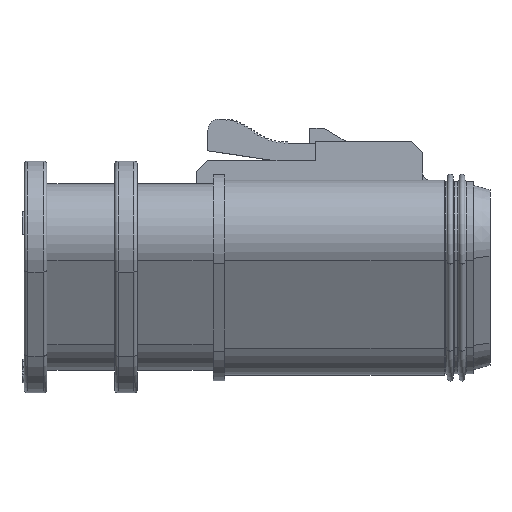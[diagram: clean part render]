
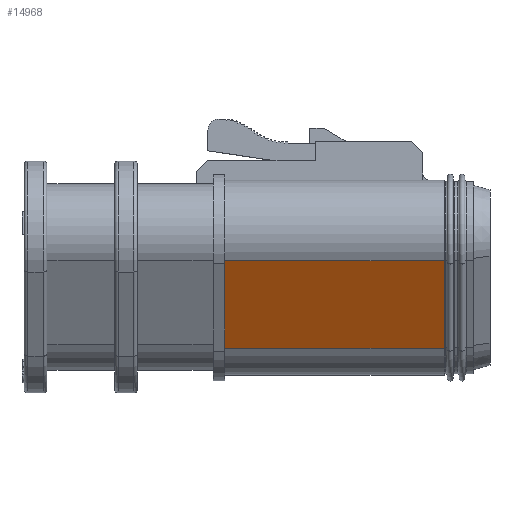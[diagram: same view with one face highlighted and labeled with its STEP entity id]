
A CAD part, left-side view. The second image highlights one B-rep face of the part: STEP entity #14968.
In plain terms, the highlighted planar face has unit normal (-0.866, 0, -0.5).
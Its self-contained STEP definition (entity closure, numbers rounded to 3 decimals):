
#1239=DIRECTION('',(0.5,0.,-0.866));
#1240=VECTOR('',#1239,8.948);
#1241=CARTESIAN_POINT('',(-8.588,3.9,0.208));
#1242=LINE('',#1241,#1240);
#1414=DIRECTION('',(0.,1.,0.));
#1415=VECTOR('',#1414,19.43);
#1416=CARTESIAN_POINT('',(-8.588,3.9,0.208));
#1417=LINE('',#1416,#1415);
#1418=DIRECTION('',(0.5,0.,-0.866));
#1419=VECTOR('',#1418,8.948);
#1420=CARTESIAN_POINT('',(-8.588,23.33,0.208));
#1421=LINE('',#1420,#1419);
#1422=DIRECTION('',(0.,1.,0.));
#1423=VECTOR('',#1422,19.43);
#1424=CARTESIAN_POINT('',(-4.114,3.9,-7.541));
#1425=LINE('',#1424,#1423);
#10316=CARTESIAN_POINT('',(-4.114,3.9,-7.541));
#10318=VERTEX_POINT('',#10316);
#10326=CARTESIAN_POINT('',(-8.588,3.9,0.208));
#10327=VERTEX_POINT('',#10326);
#10748=CARTESIAN_POINT('',(-4.114,23.33,-7.541));
#10750=VERTEX_POINT('',#10748);
#10762=CARTESIAN_POINT('',(-8.588,23.33,0.208));
#10763=VERTEX_POINT('',#10762);
#14957=CARTESIAN_POINT('',(-8.588,15.3,0.208));
#14958=DIRECTION('',(-0.866,0.,-0.5));
#14959=DIRECTION('',(0.5,0.,-0.866));
#14960=AXIS2_PLACEMENT_3D('',#14957,#14958,#14959);
#14961=PLANE('',#14960);
#14962=ORIENTED_EDGE('',*,*,#14859,.F.);
#14963=ORIENTED_EDGE('',*,*,#14952,.F.);
#14964=ORIENTED_EDGE('',*,*,#14784,.T.);
#14965=ORIENTED_EDGE('',*,*,#14817,.T.);
#14966=EDGE_LOOP('',(#14962,#14963,#14964,#14965));
#14967=FACE_OUTER_BOUND('',#14966,.F.);
#14968=ADVANCED_FACE('',(#14967),#14961,.T.);
#14784=EDGE_CURVE('',#10327,#10318,#1242,.T.);
#14817=EDGE_CURVE('',#10318,#10750,#1425,.T.);
#14859=EDGE_CURVE('',#10763,#10750,#1421,.T.);
#14952=EDGE_CURVE('',#10327,#10763,#1417,.T.);
